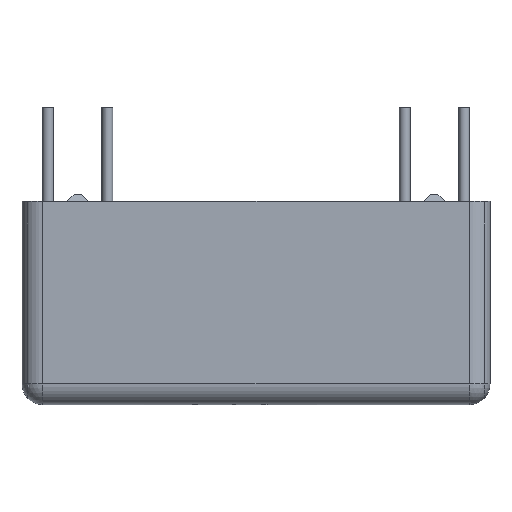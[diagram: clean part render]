
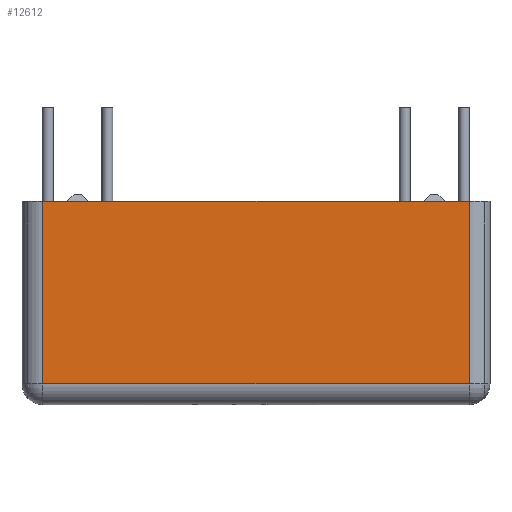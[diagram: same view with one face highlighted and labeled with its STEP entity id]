
A CAD part, front view. The second image highlights one B-rep face of the part: STEP entity #12612.
In plain terms, the highlighted planar face has unit normal (0, -1, 0).
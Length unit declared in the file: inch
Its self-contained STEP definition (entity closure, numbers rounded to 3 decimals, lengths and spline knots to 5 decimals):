
#11763=CARTESIAN_POINT('',(0.3585,-0.098,-0.136));
#11764=VERTEX_POINT('',#11763);
#11772=CARTESIAN_POINT('',(-0.3585,-0.098,-0.136));
#11773=VERTEX_POINT('',#11772);
#11774=CARTESIAN_POINT('',(0.3585,-0.098,-0.136));
#11775=DIRECTION('',(-1.0,0.0,0.0));
#11776=VECTOR('',#11775,0.717);
#11777=LINE('',#11774,#11776);
#11778=EDGE_CURVE('',#11764,#11773,#11777,.T.);
#12424=CARTESIAN_POINT('',(-0.3585,-0.098,0.171));
#12425=VERTEX_POINT('',#12424);
#12442=CARTESIAN_POINT('',(-0.3585,-0.098,-0.136));
#12443=DIRECTION('',(0.0,0.0,1.0));
#12444=VECTOR('',#12443,0.307);
#12445=LINE('',#12442,#12444);
#12446=EDGE_CURVE('',#11773,#12425,#12445,.T.);
#12458=CARTESIAN_POINT('',(0.3585,-0.098,0.171));
#12459=VERTEX_POINT('',#12458);
#12467=CARTESIAN_POINT('',(0.3585,-0.098,0.171));
#12468=DIRECTION('',(0.0,0.0,-1.0));
#12469=VECTOR('',#12468,0.307);
#12470=LINE('',#12467,#12469);
#12471=EDGE_CURVE('',#12459,#11764,#12470,.T.);
#12508=CARTESIAN_POINT('',(-0.3585,-0.098,0.171));
#12509=DIRECTION('',(1.0,0.0,0.0));
#12510=VECTOR('',#12509,0.717);
#12511=LINE('',#12508,#12510);
#12512=EDGE_CURVE('',#12425,#12459,#12511,.T.);
#12601=CARTESIAN_POINT('',(0.0,-0.098,0.0));
#12602=DIRECTION('',(0.0,1.0,0.0));
#12603=DIRECTION('',(0.0,0.0,1.0));
#12604=AXIS2_PLACEMENT_3D('',#12601,#12602,#12603);
#12605=PLANE('',#12604);
#12606=ORIENTED_EDGE('',*,*,#12446,.F.);
#12607=ORIENTED_EDGE('',*,*,#11778,.F.);
#12608=ORIENTED_EDGE('',*,*,#12471,.F.);
#12609=ORIENTED_EDGE('',*,*,#12512,.F.);
#12610=EDGE_LOOP('',(#12606,#12607,#12608,#12609));
#12611=FACE_OUTER_BOUND('',#12610,.T.);
#12612=ADVANCED_FACE('',(#12611),#12605,.F.);
